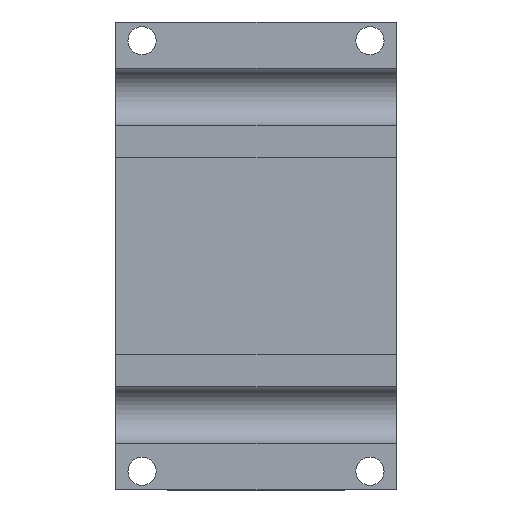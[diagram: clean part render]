
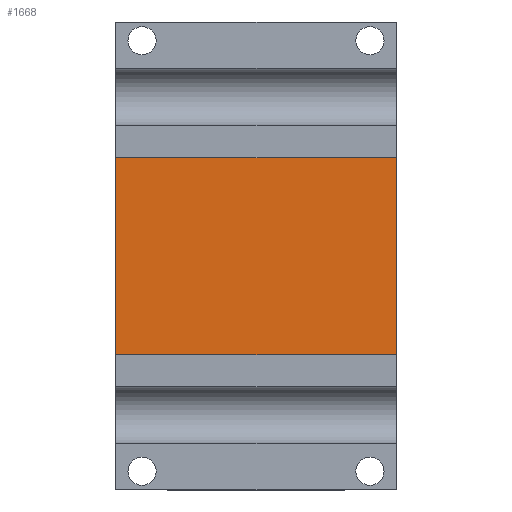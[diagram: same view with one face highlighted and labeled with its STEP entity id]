
A CAD part, top view. The second image highlights one B-rep face of the part: STEP entity #1668.
In plain terms, the highlighted planar face has unit normal (0, 0, 1).
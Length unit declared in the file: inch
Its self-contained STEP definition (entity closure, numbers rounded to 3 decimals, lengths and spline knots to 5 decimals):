
#187=FACE_OUTER_BOUND('',#281,.T.);
#281=EDGE_LOOP('',(#1179,#1180,#1181,#1182));
#407=LINE('',#2196,#564);
#413=LINE('',#2209,#570);
#414=LINE('',#2211,#571);
#415=LINE('',#2212,#572);
#564=VECTOR('',#1900,0.3937);
#570=VECTOR('',#1910,0.3937);
#571=VECTOR('',#1911,0.3937);
#572=VECTOR('',#1912,0.3937);
#715=VERTEX_POINT('',#2193);
#716=VERTEX_POINT('',#2195);
#721=VERTEX_POINT('',#2208);
#722=VERTEX_POINT('',#2210);
#896=EDGE_CURVE('',#715,#716,#407,.T.);
#903=EDGE_CURVE('',#721,#715,#413,.T.);
#904=EDGE_CURVE('',#722,#721,#414,.T.);
#905=EDGE_CURVE('',#722,#716,#415,.T.);
#1179=ORIENTED_EDGE('',*,*,#896,.F.);
#1180=ORIENTED_EDGE('',*,*,#903,.F.);
#1181=ORIENTED_EDGE('',*,*,#904,.F.);
#1182=ORIENTED_EDGE('',*,*,#905,.T.);
#1627=PLANE('',#1778);
#1668=ADVANCED_FACE('',(#187),#1627,.F.);
#1778=AXIS2_PLACEMENT_3D('',#2207,#1908,#1909);
#1900=DIRECTION('',(0.,1.,0.));
#1908=DIRECTION('center_axis',(0.,0.,-1.));
#1909=DIRECTION('ref_axis',(0.,-1.,0.));
#1910=DIRECTION('',(-1.,0.,0.));
#1911=DIRECTION('',(0.,-1.,0.));
#1912=DIRECTION('',(-1.,0.,0.));
#2193=CARTESIAN_POINT('',(-0.09452,-1.5,-3.28663));
#2195=CARTESIAN_POINT('',(-0.09452,-0.67104,-3.28663));
#2196=CARTESIAN_POINT('',(-0.09452,-1.36985,-3.28663));
#2207=CARTESIAN_POINT('Origin',(1.08658,-0.67104,-3.28663));
#2208=CARTESIAN_POINT('',(1.08658,-1.5,-3.28663));
#2209=CARTESIAN_POINT('',(1.08658,-1.5,-3.28663));
#2210=CARTESIAN_POINT('',(1.08658,-0.67104,-3.28663));
#2211=CARTESIAN_POINT('',(1.08658,-0.3856,-3.28663));
#2212=CARTESIAN_POINT('',(1.08658,-0.67104,-3.28663));
